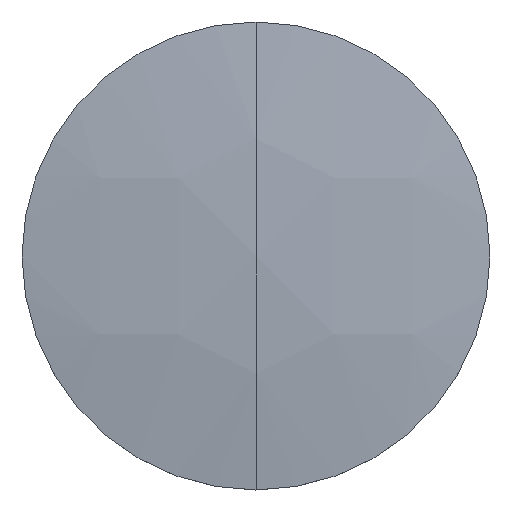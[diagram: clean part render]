
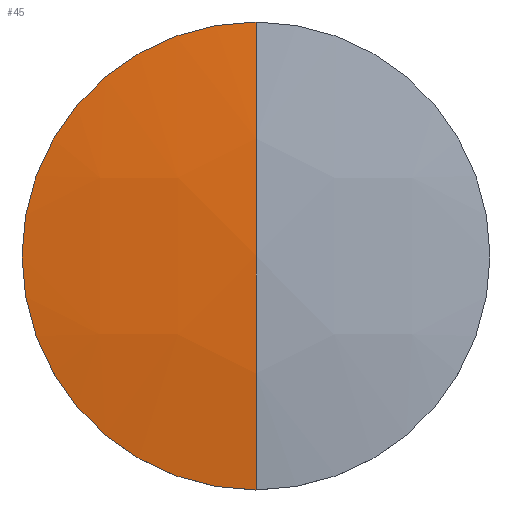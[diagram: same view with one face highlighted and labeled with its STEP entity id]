
A CAD part, top view. The second image highlights one B-rep face of the part: STEP entity #45.
In plain terms, the highlighted free-form (B-spline) face has degree [3, 3] with [4, 4] control points.
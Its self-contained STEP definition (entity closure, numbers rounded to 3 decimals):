
#4 = VERTEX_POINT ( 'NONE', #254 ) ;
#5 = ORIENTED_EDGE ( 'NONE', *, *, #170, .T. ) ;
#13 = CARTESIAN_POINT ( 'NONE',  ( -16.887, -25.702, 3.939 ) ) ;
#16 = CARTESIAN_POINT ( 'NONE',  ( -8.456, -25.702, 4.593 ) ) ;
#43 = DIRECTION ( 'NONE',  ( 0., -1., 0. ) ) ;
#45 = ADVANCED_FACE ( 'NONE', ( #243 ), #71, .T. ) ;
#52 = CARTESIAN_POINT ( 'NONE',  ( 0., 25.702, 4.593 ) ) ;
#53 = CARTESIAN_POINT ( 'NONE',  ( -25.655, -8.637, 5.283 ) ) ;
#55 = VERTEX_POINT ( 'NONE', #70 ) ;
#61 = EDGE_CURVE ( 'NONE', #4, #55, #224, .T. ) ;
#70 = CARTESIAN_POINT ( 'NONE',  ( 0., 25.4, 4.64 ) ) ;
#71 =( BOUNDED_SURFACE ( )  B_SPLINE_SURFACE ( 3, 3, ( 
 ( #184, #16, #13, #261 ),
 ( #236, #287, #146, #53 ),
 ( #210, #164, #75, #239 ),
 ( #52, #168, #284, #260 ) ),
 .UNSPECIFIED., .F., .F., .F. ) 
 B_SPLINE_SURFACE_WITH_KNOTS ( ( 4, 4 ),
 ( 4, 4 ),
 ( 0., 1. ),
 ( 0., 1. ),
 .UNSPECIFIED. ) 
 GEOMETRIC_REPRESENTATION_ITEM ( )  RATIONAL_B_SPLINE_SURFACE ( (
 ( 1., 0.998, 0.998, 1.),
 ( 0.992, 0.99, 0.99, 0.992),
 ( 0.992, 0.99, 0.99, 0.992),
 ( 1., 0.998, 0.998, 1.) ) ) 
 REPRESENTATION_ITEM ( '' )  SURFACE ( )  );
#72 = AXIS2_PLACEMENT_3D ( 'NONE', #121, #259, #116 ) ;
#75 = CARTESIAN_POINT ( 'NONE',  ( -17.164, 8.637, 6.609 ) ) ;
#100 = CIRCLE ( 'NONE', #147, 165.6 ) ;
#107 = EDGE_CURVE ( 'NONE', #180, #4, #248, .T. ) ;
#116 = DIRECTION ( 'NONE',  ( 1., 0., 0. ) ) ;
#120 = ORIENTED_EDGE ( 'NONE', *, *, #107, .F. ) ;
#121 = CARTESIAN_POINT ( 'NONE',  ( 0., 0., 4.64 ) ) ;
#146 = CARTESIAN_POINT ( 'NONE',  ( -17.164, -8.637, 6.609 ) ) ;
#147 = AXIS2_PLACEMENT_3D ( 'NONE', #222, #272, #43 ) ;
#159 = ORIENTED_EDGE ( 'NONE', *, *, #61, .F. ) ;
#162 = AXIS2_PLACEMENT_3D ( 'NONE', #237, #166, #264 ) ;
#164 = CARTESIAN_POINT ( 'NONE',  ( -8.595, 8.637, 7.274 ) ) ;
#166 = DIRECTION ( 'NONE',  ( 0., 0., -1. ) ) ;
#168 = CARTESIAN_POINT ( 'NONE',  ( -8.456, 25.702, 4.593 ) ) ;
#170 = EDGE_CURVE ( 'NONE', #180, #55, #100, .T. ) ;
#180 = VERTEX_POINT ( 'NONE', #292 ) ;
#184 = CARTESIAN_POINT ( 'NONE',  ( 0., -25.702, 4.593 ) ) ;
#194 = EDGE_LOOP ( 'NONE', ( #120, #5, #159 ) ) ;
#210 = CARTESIAN_POINT ( 'NONE',  ( 0., 8.637, 7.274 ) ) ;
#222 = CARTESIAN_POINT ( 'NONE',  ( 0., 0., -159. ) ) ;
#224 = CIRCLE ( 'NONE', #162, 25.4 ) ;
#236 = CARTESIAN_POINT ( 'NONE',  ( 0., -8.637, 7.274 ) ) ;
#237 = CARTESIAN_POINT ( 'NONE',  ( 0., 0., 4.64 ) ) ;
#239 = CARTESIAN_POINT ( 'NONE',  ( -25.655, 8.637, 5.283 ) ) ;
#243 = FACE_OUTER_BOUND ( 'NONE', #194, .T. ) ;
#248 = CIRCLE ( 'NONE', #72, 25.4 ) ;
#254 = CARTESIAN_POINT ( 'NONE',  ( -25.4, 0., 4.64 ) ) ;
#259 = DIRECTION ( 'NONE',  ( 0., 0., -1. ) ) ;
#260 = CARTESIAN_POINT ( 'NONE',  ( -25.242, 25.702, 2.634 ) ) ;
#261 = CARTESIAN_POINT ( 'NONE',  ( -25.242, -25.702, 2.634 ) ) ;
#264 = DIRECTION ( 'NONE',  ( 1., 0., 0. ) ) ;
#272 = DIRECTION ( 'NONE',  ( -1., 0., 0. ) ) ;
#284 = CARTESIAN_POINT ( 'NONE',  ( -16.887, 25.702, 3.939 ) ) ;
#287 = CARTESIAN_POINT ( 'NONE',  ( -8.595, -8.637, 7.274 ) ) ;
#292 = CARTESIAN_POINT ( 'NONE',  ( 0., -25.4, 4.64 ) ) ;
